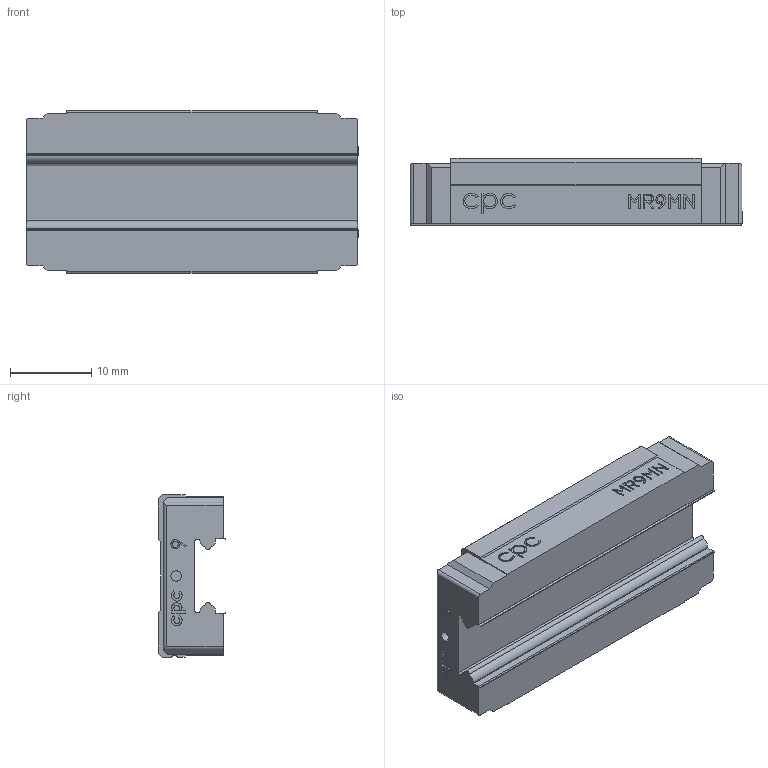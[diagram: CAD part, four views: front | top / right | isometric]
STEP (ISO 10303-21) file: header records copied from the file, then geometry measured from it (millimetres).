
FILE_DESCRIPTION (( 'STEP AP214' ), '1' );
FILE_NAME ('9ML-SU_ZU-block.STEP', '2012-07-13T10:44:56', ( 'CMU02' ), ( '' ), 'SwSTEP 2.0', 'SolidWorks 2010', '' );
FILE_SCHEMA (( 'AUTOMOTIVE_DESIGN' ));
Length unit declared in the file: millimetre
Products named in the file (1): 9ML-SU_ZU-block
Bounding box: 40.9 x 8.3 x 20 mm (x, y, z)
Volume: 4887.6 mm3; surface area: 3160.3 mm2
Topology: 1 solids, 1 shells, 483 faces, 1307 edges, 858 vertices
Faces by surface type: bspline 232, plane 197, cylinder 38, cone 16
Entity records: 25600 total; most frequent: CARTESIAN_POINT 14533, ORIENTED_EDGE 2598, DIRECTION 1411, EDGE_CURVE 1299, VERTEX_POINT 858, VECTOR 755, LINE 755, EDGE_LOOP 523
